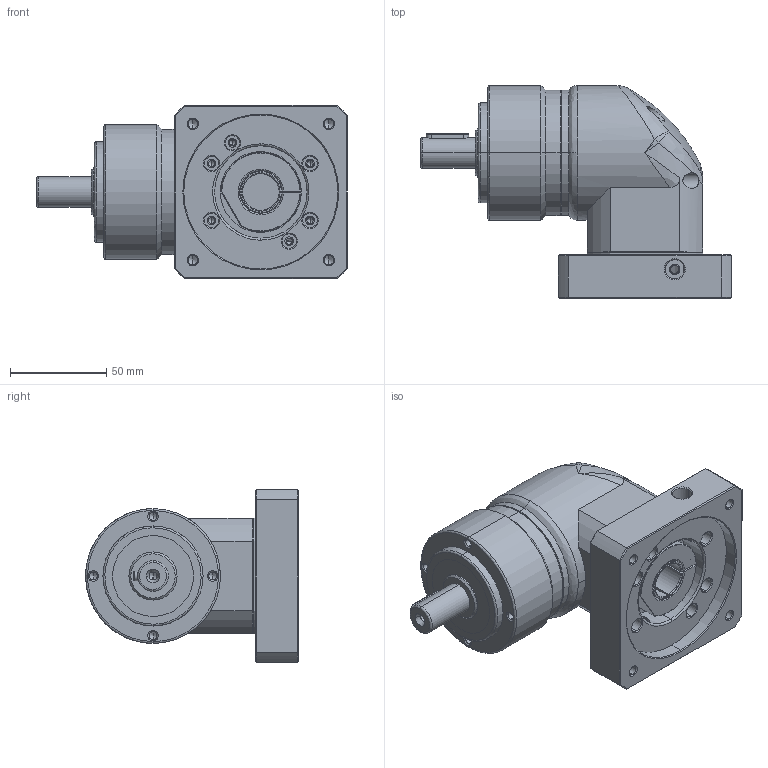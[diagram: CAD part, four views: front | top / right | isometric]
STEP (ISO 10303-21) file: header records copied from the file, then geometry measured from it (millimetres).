
FILE_DESCRIPTION (( 'STEP AP214' ), '1' );
FILE_NAME ('PEL070-L1-19-80-100M6.STEP', '2024-01-06T05:54:12', ( 'admin' ), ( '' ), 'SwSTEP 2.0', 'SolidWorks 2013', '' );
FILE_SCHEMA (( 'AUTOMOTIVE_DESIGN' ));
Length unit declared in the file: millimetre
Products named in the file (5): PEL070-L1-19-80-100M6; SBL060_X2_8F9351658F7495017D2773AF_X0_-19; PE070_X2_8F9351FA7AEF_X0_; SDL060_X2_94DD58F3_X0_-19; SBL060-80-100M6
Assembly tree (4 placements, depth 2):
  PEL070-L1-19-80-100M6
    SDL060_X2_94DD58F3_X0_-19
    SBL060_X2_8F9351658F7495017D2773AF_X0_-19
    SBL060-80-100M6
    PE070_X2_8F9351FA7AEF_X0_
Bounding box: 161.5 x 110.5 x 90 mm (x, y, z)
Volume: 603444.4 mm3; surface area: 99736.2 mm2
Topology: 10 solids, 10 shells, 465 faces, 1122 edges, 660 vertices
Faces by surface type: cylinder 181, cone 152, plane 96, bspline 34, torus 2
Entity records: 21441 total; most frequent: CARTESIAN_POINT 5574, DIRECTION 2268, ORIENTED_EDGE 2112, EDGE_CURVE 1056, AXIS2_PLACEMENT_3D 923, VERTEX_POINT 660, EDGE_LOOP 548, CIRCLE 485
